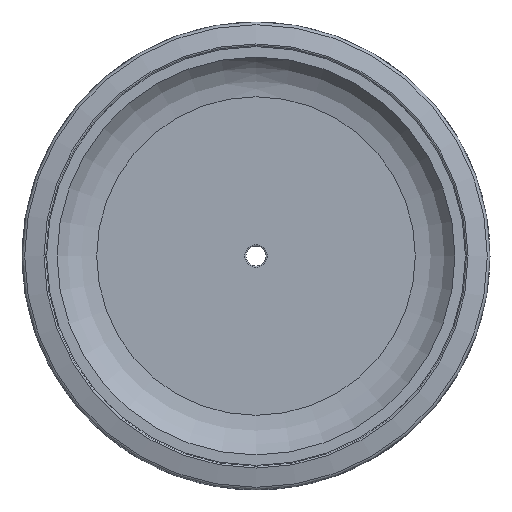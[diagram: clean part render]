
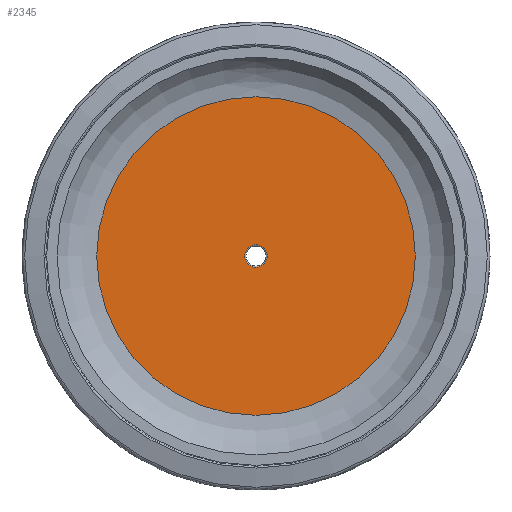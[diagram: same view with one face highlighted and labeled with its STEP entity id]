
A CAD part, top view. The second image highlights one B-rep face of the part: STEP entity #2345.
In plain terms, the highlighted planar face has unit normal (0, 0, 1).
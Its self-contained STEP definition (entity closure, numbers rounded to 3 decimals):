
#112=FACE_BOUND('',#344,.T.);
#131=PLANE('',#2546);
#184=FACE_OUTER_BOUND('',#343,.T.);
#343=EDGE_LOOP('',(#1701));
#344=EDGE_LOOP('',(#1702));
#676=CIRCLE('',#2544,0.959);
#677=CIRCLE('',#2547,13.613);
#967=VERTEX_POINT('',#4876);
#968=VERTEX_POINT('',#4881);
#1231=EDGE_CURVE('',#967,#967,#676,.T.);
#1232=EDGE_CURVE('',#968,#968,#677,.T.);
#1701=ORIENTED_EDGE('',*,*,#1232,.F.);
#1702=ORIENTED_EDGE('',*,*,#1231,.F.);
#2345=ADVANCED_FACE('',(#184,#112),#131,.T.);
#2544=AXIS2_PLACEMENT_3D('',#4878,#2865,#2866);
#2546=AXIS2_PLACEMENT_3D('',#4880,#2869,#2870);
#2547=AXIS2_PLACEMENT_3D('',#4882,#2871,#2872);
#2865=DIRECTION('center_axis',(0.,0.,1.));
#2866=DIRECTION('ref_axis',(1.,0.,0.));
#2869=DIRECTION('center_axis',(0.,0.,1.));
#2870=DIRECTION('ref_axis',(1.,0.,0.));
#2871=DIRECTION('center_axis',(0.,0.,-1.));
#2872=DIRECTION('ref_axis',(0.,-1.,0.));
#4876=CARTESIAN_POINT('',(-0.959,0.,5.742));
#4878=CARTESIAN_POINT('Origin',(0.,0.,5.742));
#4880=CARTESIAN_POINT('Origin',(0.,-0.85,5.742));
#4881=CARTESIAN_POINT('',(0.,13.613,5.742));
#4882=CARTESIAN_POINT('Origin',(0.,0.,5.742));
